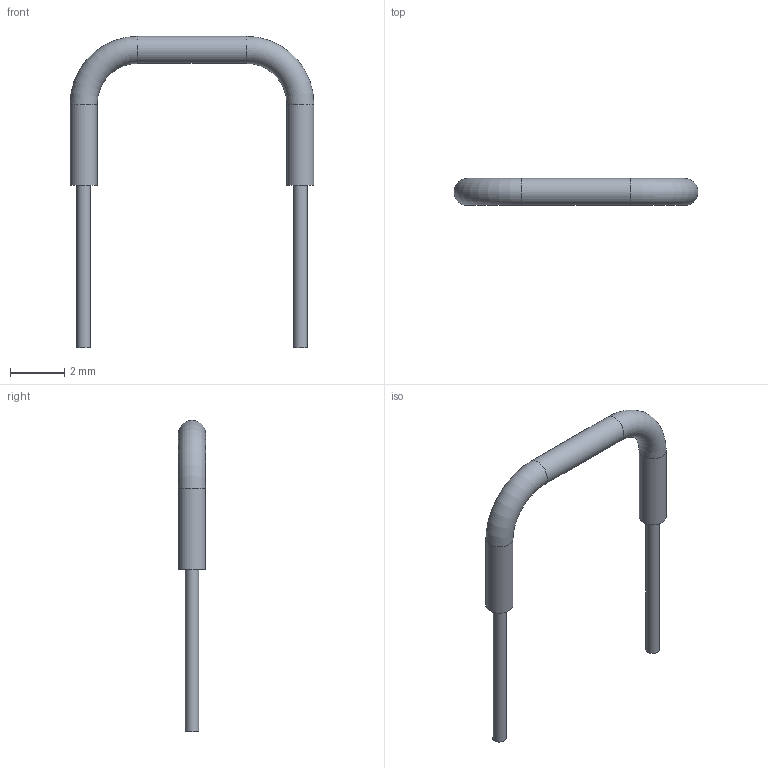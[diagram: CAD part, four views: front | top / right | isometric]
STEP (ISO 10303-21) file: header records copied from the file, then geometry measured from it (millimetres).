
FILE_DESCRIPTION(('FreeCAD Model'),'2;1');
FILE_NAME('Jumper-Wire_8mm_Blue.step','2020-06-14T14:02:09',('kicad StepUp'),('ksu MCAD'), 'Open CASCADE STEP processor 7.4','FreeCAD','Unknown');
FILE_SCHEMA(('AUTOMOTIVE_DESIGN { 1 0 10303 214 1 1 1 1 }'));
Length unit declared in the file: millimetre
Products named in the file (1): Jumper-Wire_8mm_Blue
Bounding box: 9 x 1 x 11.49 mm (x, y, z)
Volume: 15.1 mm3; surface area: 71.5 mm2
Topology: 1 solids, 1 shells, 11 faces, 17 edges, 10 vertices
Faces by surface type: cylinder 5, plane 4, torus 2
Full cylindrical faces by diameter (mm): 0.5 x2, 1 x3
Entity records: 352 total; most frequent: DIRECTION 53, CARTESIAN_POINT 39, ORIENTED_EDGE 34, AXIS2_PLACEMENT_3D 24, EDGE_CURVE 17, FACE_BOUND 13, EDGE_LOOP 13, CIRCLE 12
